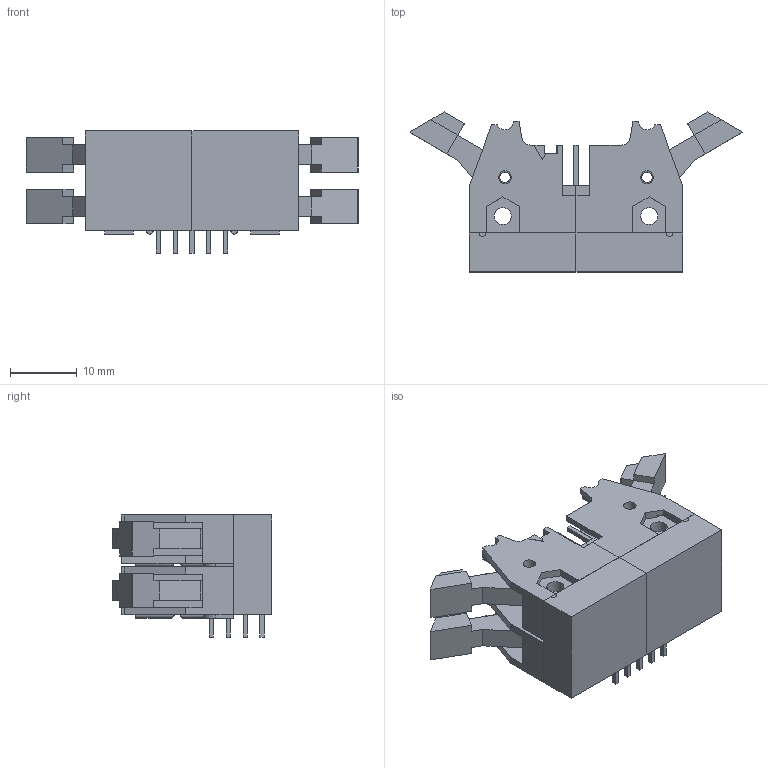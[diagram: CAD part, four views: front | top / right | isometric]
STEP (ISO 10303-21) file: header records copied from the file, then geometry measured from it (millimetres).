
FILE_DESCRIPTION(/* description */ (''),/* implementation_level */ '2;1');
FILE_NAME(/* name */ '3M_N3793-D202RB.stp',/* time_stamp */ '2015-12-16T15:17:05+01:00',/* author */ ('riccim'),/* organization */ ('Unknown'),/* preprocessor_version */ 'ST-DEVELOPER v15.5',/* originating_system */ 'AutoCAD Mechanical',/* authorisation */ ', , ');
FILE_SCHEMA (('AUTOMOTIVE_DESIGN { 1 0 10303 214 3 1 1 }'));
Length unit declared in the file: millimetre
Products named in the file (1): Product
Bounding box: 49.86 x 24.03 x 18.33 mm (x, y, z)
Volume: 6733.8 mm3; surface area: 8104.3 mm2
Topology: 51 solids, 51 shells, 676 faces, 1702 edges, 1117 vertices
Faces by surface type: plane 585, cylinder 91
Full cylindrical faces by diameter (mm): 1.575 x4, 1.905 x8, 2.54 x8
Entity records: 20119 total; most frequent: CARTESIAN_POINT 3818, ORIENTED_EDGE 3358, DIRECTION 3157, EDGE_CURVE 1671, LINE 1483, VECTOR 1483, VERTEX_POINT 1106, AXIS2_PLACEMENT_3D 837
